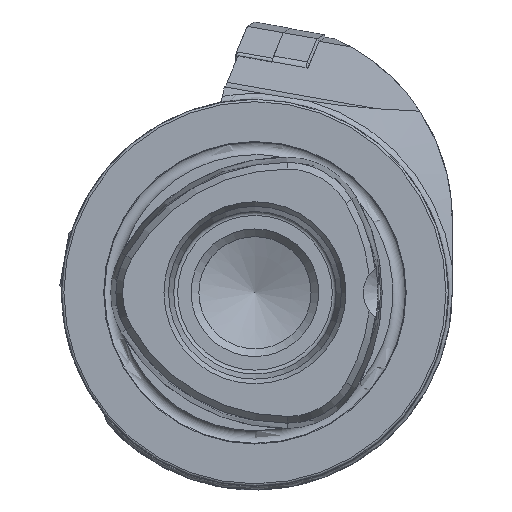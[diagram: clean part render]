
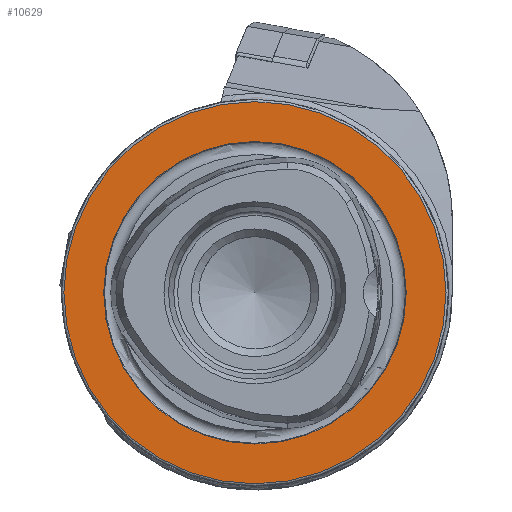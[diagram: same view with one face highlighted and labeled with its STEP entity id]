
A CAD part, left-side view. The second image highlights one B-rep face of the part: STEP entity #10629.
In plain terms, the highlighted planar face has unit normal (-1, 0, 0).
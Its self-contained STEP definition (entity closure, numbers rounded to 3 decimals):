
#748 = PLANE ( 'NONE',  #1854 ) ;
#1034 = CIRCLE ( 'NONE', #8549, 19.55 ) ;
#1126 = CARTESIAN_POINT ( 'NONE',  ( 0., 0., 0. ) ) ;
#1196 = CARTESIAN_POINT ( 'NONE',  ( 0., 0., 0. ) ) ;
#1854 = AXIS2_PLACEMENT_3D ( 'NONE', #2652, #8874, #3417 ) ;
#2208 = DIRECTION ( 'NONE',  ( -1., 0., 0. ) ) ;
#2652 = CARTESIAN_POINT ( 'NONE',  ( 0., 19.55, 0. ) ) ;
#2675 = CIRCLE ( 'NONE', #10568, 24.7 ) ;
#2794 = VERTEX_POINT ( 'NONE', #8043 ) ;
#2907 = ORIENTED_EDGE ( 'NONE', *, *, #10721, .T. ) ;
#3417 = DIRECTION ( 'NONE',  ( 0., 0., -1. ) ) ;
#3925 = DIRECTION ( 'NONE',  ( -1., 0., 0. ) ) ;
#5766 = FACE_OUTER_BOUND ( 'NONE', #6469, .T. ) ;
#6426 = EDGE_LOOP ( 'NONE', ( #10762 ) ) ;
#6469 = EDGE_LOOP ( 'NONE', ( #2907 ) ) ;
#7806 = VERTEX_POINT ( 'NONE', #9062 ) ;
#8043 = CARTESIAN_POINT ( 'NONE',  ( 0., 0., 24.7 ) ) ;
#8549 = AXIS2_PLACEMENT_3D ( 'NONE', #1126, #3925, #9194 ) ;
#8668 = EDGE_CURVE ( 'NONE', #7806, #7806, #1034, .T. ) ;
#8874 = DIRECTION ( 'NONE',  ( 1., 0., 0. ) ) ;
#9062 = CARTESIAN_POINT ( 'NONE',  ( 0., 0., 19.55 ) ) ;
#9194 = DIRECTION ( 'NONE',  ( 0., 0., 1. ) ) ;
#9339 = DIRECTION ( 'NONE',  ( 0., 0., 1. ) ) ;
#10472 = FACE_BOUND ( 'NONE', #6426, .T. ) ;
#10568 = AXIS2_PLACEMENT_3D ( 'NONE', #1196, #2208, #9339 ) ;
#10629 = ADVANCED_FACE ( 'NONE', ( #10472, #5766 ), #748, .F. ) ;
#10721 = EDGE_CURVE ( 'NONE', #2794, #2794, #2675, .T. ) ;
#10762 = ORIENTED_EDGE ( 'NONE', *, *, #8668, .F. ) ;
